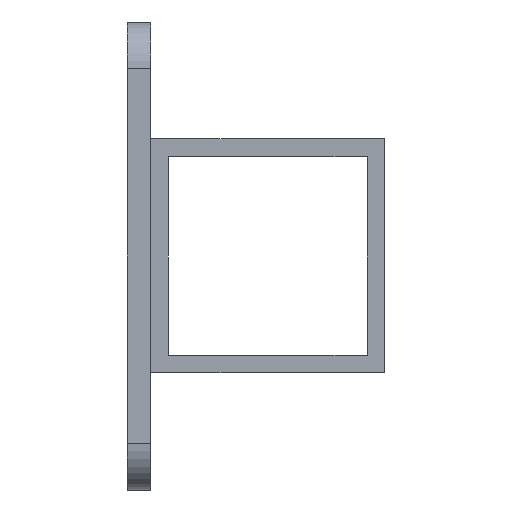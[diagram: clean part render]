
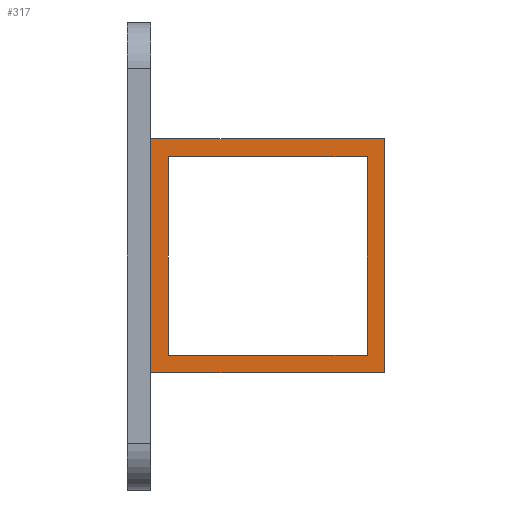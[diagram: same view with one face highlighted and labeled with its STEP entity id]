
A CAD part, left-side view. The second image highlights one B-rep face of the part: STEP entity #317.
In plain terms, the highlighted planar face has unit normal (-1, 0, 0).
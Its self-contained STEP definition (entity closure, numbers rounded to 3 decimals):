
#23 = ORIENTED_EDGE ( 'NONE', *, *, #1393, .F. ) ;
#34 = CARTESIAN_POINT ( 'NONE',  ( -185., -20., 20. ) ) ;
#35 = ORIENTED_EDGE ( 'NONE', *, *, #462, .T. ) ;
#44 = EDGE_CURVE ( 'NONE', #1432, #647, #300, .T. ) ;
#51 = LINE ( 'NONE', #1019, #95 ) ;
#72 = EDGE_CURVE ( 'NONE', #671, #1299, #375, .T. ) ;
#81 = CARTESIAN_POINT ( 'NONE',  ( -185., -1.5, 18.5 ) ) ;
#95 = VECTOR ( 'NONE', #406, 1000. ) ;
#131 = CARTESIAN_POINT ( 'NONE',  ( -185., -1.5, 18.5 ) ) ;
#177 = DIRECTION ( 'NONE',  ( 0., 1., 0. ) ) ;
#199 = VERTEX_POINT ( 'NONE', #231 ) ;
#204 = DIRECTION ( 'NONE',  ( 0., 0., 1. ) ) ;
#226 = LINE ( 'NONE', #1099, #1187 ) ;
#231 = CARTESIAN_POINT ( 'NONE',  ( -185., -1.5, 1.5 ) ) ;
#292 = VECTOR ( 'NONE', #891, 1000. ) ;
#300 = LINE ( 'NONE', #1155, #623 ) ;
#317 = ADVANCED_FACE ( 'NONE', ( #770, #1023 ), #414, .T. ) ;
#322 = ORIENTED_EDGE ( 'NONE', *, *, #72, .T. ) ;
#375 = LINE ( 'NONE', #131, #423 ) ;
#397 = CARTESIAN_POINT ( 'NONE',  ( -185., -1.5, 1.5 ) ) ;
#406 = DIRECTION ( 'NONE',  ( 0., 0., 1. ) ) ;
#414 = PLANE ( 'NONE',  #456 ) ;
#423 = VECTOR ( 'NONE', #862, 1000. ) ;
#456 = AXIS2_PLACEMENT_3D ( 'NONE', #1152, #1283, #1407 ) ;
#462 = EDGE_CURVE ( 'NONE', #1558, #199, #1501, .T. ) ;
#501 = ORIENTED_EDGE ( 'NONE', *, *, #1479, .T. ) ;
#564 = ORIENTED_EDGE ( 'NONE', *, *, #1080, .F. ) ;
#573 = CARTESIAN_POINT ( 'NONE',  ( -185., 0., 20. ) ) ;
#623 = VECTOR ( 'NONE', #791, 1000. ) ;
#647 = VERTEX_POINT ( 'NONE', #1458 ) ;
#671 = VERTEX_POINT ( 'NONE', #81 ) ;
#680 = VECTOR ( 'NONE', #204, 1000. ) ;
#708 = ORIENTED_EDGE ( 'NONE', *, *, #44, .F. ) ;
#732 = DIRECTION ( 'NONE',  ( 0., 0., -1. ) ) ;
#770 = FACE_OUTER_BOUND ( 'NONE', #1046, .T. ) ;
#791 = DIRECTION ( 'NONE',  ( 0., 0., -1. ) ) ;
#808 = LINE ( 'NONE', #1294, #680 ) ;
#816 = DIRECTION ( 'NONE',  ( 0., -1., 0. ) ) ;
#836 = VECTOR ( 'NONE', #816, 1000. ) ;
#842 = CARTESIAN_POINT ( 'NONE',  ( -185., 0., 0. ) ) ;
#862 = DIRECTION ( 'NONE',  ( 0., -1., 0. ) ) ;
#866 = EDGE_CURVE ( 'NONE', #1299, #1558, #226, .T. ) ;
#888 = VERTEX_POINT ( 'NONE', #1470 ) ;
#891 = DIRECTION ( 'NONE',  ( 0., 1., 0. ) ) ;
#910 = LINE ( 'NONE', #1167, #1553 ) ;
#1019 = CARTESIAN_POINT ( 'NONE',  ( -185., -1.5, 1.5 ) ) ;
#1023 = FACE_BOUND ( 'NONE', #1239, .T. ) ;
#1046 = EDGE_LOOP ( 'NONE', ( #23, #708, #564, #1427 ) ) ;
#1080 = EDGE_CURVE ( 'NONE', #888, #1432, #1538, .T. ) ;
#1099 = CARTESIAN_POINT ( 'NONE',  ( -185., -18.5, 1.5 ) ) ;
#1152 = CARTESIAN_POINT ( 'NONE',  ( -185., 0., 0. ) ) ;
#1155 = CARTESIAN_POINT ( 'NONE',  ( -185., -20., 0. ) ) ;
#1159 = EDGE_CURVE ( 'NONE', #1268, #888, #808, .T. ) ;
#1167 = CARTESIAN_POINT ( 'NONE',  ( -185., 0., 0. ) ) ;
#1187 = VECTOR ( 'NONE', #732, 1000. ) ;
#1239 = EDGE_LOOP ( 'NONE', ( #35, #501, #322, #1426 ) ) ;
#1268 = VERTEX_POINT ( 'NONE', #842 ) ;
#1283 = DIRECTION ( 'NONE',  ( -1., 0., 0. ) ) ;
#1294 = CARTESIAN_POINT ( 'NONE',  ( -185., 0., 0. ) ) ;
#1299 = VERTEX_POINT ( 'NONE', #1592 ) ;
#1393 = EDGE_CURVE ( 'NONE', #647, #1268, #910, .T. ) ;
#1407 = DIRECTION ( 'NONE',  ( 0., 0., 1. ) ) ;
#1426 = ORIENTED_EDGE ( 'NONE', *, *, #866, .T. ) ;
#1427 = ORIENTED_EDGE ( 'NONE', *, *, #1159, .F. ) ;
#1432 = VERTEX_POINT ( 'NONE', #34 ) ;
#1458 = CARTESIAN_POINT ( 'NONE',  ( -185., -20., 0. ) ) ;
#1470 = CARTESIAN_POINT ( 'NONE',  ( -185., 0., 20. ) ) ;
#1479 = EDGE_CURVE ( 'NONE', #199, #671, #51, .T. ) ;
#1501 = LINE ( 'NONE', #397, #292 ) ;
#1538 = LINE ( 'NONE', #573, #836 ) ;
#1552 = CARTESIAN_POINT ( 'NONE',  ( -185., -18.5, 1.5 ) ) ;
#1553 = VECTOR ( 'NONE', #177, 1000. ) ;
#1558 = VERTEX_POINT ( 'NONE', #1552 ) ;
#1592 = CARTESIAN_POINT ( 'NONE',  ( -185., -18.5, 18.5 ) ) ;
